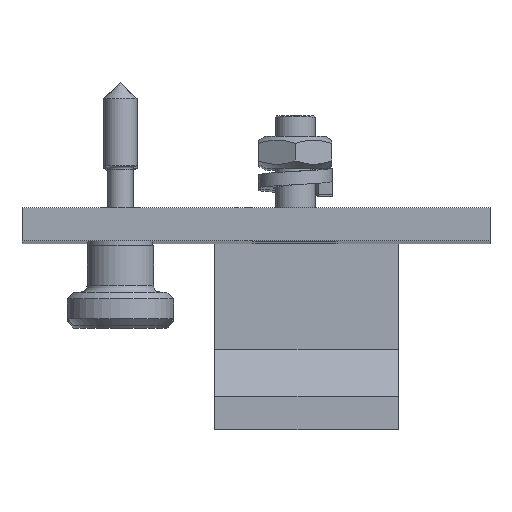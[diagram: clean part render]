
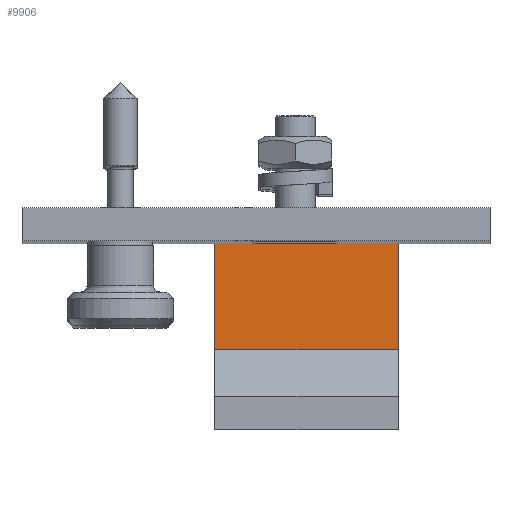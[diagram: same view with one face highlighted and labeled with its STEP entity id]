
A CAD part, top view. The second image highlights one B-rep face of the part: STEP entity #9906.
In plain terms, the highlighted face is planar.
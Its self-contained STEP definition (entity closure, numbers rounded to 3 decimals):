
#252 = PLANE('',#253);
#253 = AXIS2_PLACEMENT_3D('',#254,#255,#256);
#254 = CARTESIAN_POINT('',(-6.9,4.,-14.));
#255 = DIRECTION('',(0.,0.,1.));
#256 = DIRECTION('',(0.,-1.,0.));
#658 = PLANE('',#659);
#659 = AXIS2_PLACEMENT_3D('',#660,#661,#662);
#660 = CARTESIAN_POINT('',(6.9,6.723,-1.7));
#661 = DIRECTION('',(1.,0.,0.));
#662 = DIRECTION('',(0.,0.,-1.));
#717 = PLANE('',#718);
#718 = AXIS2_PLACEMENT_3D('',#719,#720,#721);
#719 = CARTESIAN_POINT('',(-6.9,6.723,-1.7));
#720 = DIRECTION('',(1.,0.,0.));
#721 = DIRECTION('',(0.,0.,-1.));
#9214 = VERTEX_POINT('',#9215);
#9215 = CARTESIAN_POINT('',(6.9,4.,-14.));
#9267 = VERTEX_POINT('',#9268);
#9268 = CARTESIAN_POINT('',(-6.9,4.,-14.));
#9289 = EDGE_CURVE('',#9267,#9214,#9290,.T.);
#9290 = SURFACE_CURVE('',#9291,(#9295,#9302),.PCURVE_S1.);
#9291 = LINE('',#9292,#9293);
#9292 = CARTESIAN_POINT('',(-6.9,4.,-14.));
#9293 = VECTOR('',#9294,1.);
#9294 = DIRECTION('',(1.,0.,0.));
#9295 = PCURVE('',#252,#9296);
#9296 = DEFINITIONAL_REPRESENTATION('',(#9297),#9301);
#9297 = LINE('',#9298,#9299);
#9298 = CARTESIAN_POINT('',(-0.,0.));
#9299 = VECTOR('',#9300,1.);
#9300 = DIRECTION('',(0.,1.));
#9301 = ( GEOMETRIC_REPRESENTATION_CONTEXT(2) 
PARAMETRIC_REPRESENTATION_CONTEXT() REPRESENTATION_CONTEXT('2D SPACE',''
  ) );
#9302 = PCURVE('',#9303,#9308);
#9303 = PLANE('',#9304);
#9304 = AXIS2_PLACEMENT_3D('',#9305,#9306,#9307);
#9305 = CARTESIAN_POINT('',(-6.9,4.,-6.));
#9306 = DIRECTION('',(0.,-1.,0.));
#9307 = DIRECTION('',(0.,0.,1.));
#9308 = DEFINITIONAL_REPRESENTATION('',(#9309),#9313);
#9309 = LINE('',#9310,#9311);
#9310 = CARTESIAN_POINT('',(-8.,0.));
#9311 = VECTOR('',#9312,1.);
#9312 = DIRECTION('',(0.,-1.));
#9313 = ( GEOMETRIC_REPRESENTATION_CONTEXT(2) 
PARAMETRIC_REPRESENTATION_CONTEXT() REPRESENTATION_CONTEXT('2D SPACE',''
  ) );
#9802 = PLANE('',#9803);
#9803 = AXIS2_PLACEMENT_3D('',#9804,#9805,#9806);
#9804 = CARTESIAN_POINT('',(-6.9,7.5,-2.5));
#9805 = DIRECTION('',(-0.,-0.707,0.707));
#9806 = DIRECTION('',(1.,0.,0.));
#9840 = VERTEX_POINT('',#9841);
#9841 = CARTESIAN_POINT('',(6.9,4.,-6.));
#9862 = EDGE_CURVE('',#9863,#9840,#9865,.T.);
#9863 = VERTEX_POINT('',#9864);
#9864 = CARTESIAN_POINT('',(-6.9,4.,-6.));
#9865 = SURFACE_CURVE('',#9866,(#9870,#9877),.PCURVE_S1.);
#9866 = LINE('',#9867,#9868);
#9867 = CARTESIAN_POINT('',(-6.9,4.,-6.));
#9868 = VECTOR('',#9869,1.);
#9869 = DIRECTION('',(1.,0.,0.));
#9870 = PCURVE('',#9802,#9871);
#9871 = DEFINITIONAL_REPRESENTATION('',(#9872),#9876);
#9872 = LINE('',#9873,#9874);
#9873 = CARTESIAN_POINT('',(0.,-4.95));
#9874 = VECTOR('',#9875,1.);
#9875 = DIRECTION('',(1.,0.));
#9876 = ( GEOMETRIC_REPRESENTATION_CONTEXT(2) 
PARAMETRIC_REPRESENTATION_CONTEXT() REPRESENTATION_CONTEXT('2D SPACE',''
  ) );
#9877 = PCURVE('',#9303,#9878);
#9878 = DEFINITIONAL_REPRESENTATION('',(#9879),#9883);
#9879 = LINE('',#9880,#9881);
#9880 = CARTESIAN_POINT('',(0.,0.));
#9881 = VECTOR('',#9882,1.);
#9882 = DIRECTION('',(0.,-1.));
#9883 = ( GEOMETRIC_REPRESENTATION_CONTEXT(2) 
PARAMETRIC_REPRESENTATION_CONTEXT() REPRESENTATION_CONTEXT('2D SPACE',''
  ) );
#9906 = ADVANCED_FACE('',(#9907),#9303,.F.);
#9907 = FACE_BOUND('',#9908,.T.);
#9908 = EDGE_LOOP('',(#9909,#9930,#9931,#9952));
#9909 = ORIENTED_EDGE('',*,*,#9910,.T.);
#9910 = EDGE_CURVE('',#9840,#9214,#9911,.T.);
#9911 = SURFACE_CURVE('',#9912,(#9916,#9923),.PCURVE_S1.);
#9912 = LINE('',#9913,#9914);
#9913 = CARTESIAN_POINT('',(6.9,4.,-6.));
#9914 = VECTOR('',#9915,1.);
#9915 = DIRECTION('',(0.,0.,-1.));
#9916 = PCURVE('',#9303,#9917);
#9917 = DEFINITIONAL_REPRESENTATION('',(#9918),#9922);
#9918 = LINE('',#9919,#9920);
#9919 = CARTESIAN_POINT('',(0.,-13.8));
#9920 = VECTOR('',#9921,1.);
#9921 = DIRECTION('',(-1.,0.));
#9922 = ( GEOMETRIC_REPRESENTATION_CONTEXT(2) 
PARAMETRIC_REPRESENTATION_CONTEXT() REPRESENTATION_CONTEXT('2D SPACE',''
  ) );
#9923 = PCURVE('',#658,#9924);
#9924 = DEFINITIONAL_REPRESENTATION('',(#9925),#9929);
#9925 = LINE('',#9926,#9927);
#9926 = CARTESIAN_POINT('',(4.3,-2.723));
#9927 = VECTOR('',#9928,1.);
#9928 = DIRECTION('',(1.,0.));
#9929 = ( GEOMETRIC_REPRESENTATION_CONTEXT(2) 
PARAMETRIC_REPRESENTATION_CONTEXT() REPRESENTATION_CONTEXT('2D SPACE',''
  ) );
#9930 = ORIENTED_EDGE('',*,*,#9289,.F.);
#9931 = ORIENTED_EDGE('',*,*,#9932,.F.);
#9932 = EDGE_CURVE('',#9863,#9267,#9933,.T.);
#9933 = SURFACE_CURVE('',#9934,(#9938,#9945),.PCURVE_S1.);
#9934 = LINE('',#9935,#9936);
#9935 = CARTESIAN_POINT('',(-6.9,4.,-6.));
#9936 = VECTOR('',#9937,1.);
#9937 = DIRECTION('',(0.,0.,-1.));
#9938 = PCURVE('',#9303,#9939);
#9939 = DEFINITIONAL_REPRESENTATION('',(#9940),#9944);
#9940 = LINE('',#9941,#9942);
#9941 = CARTESIAN_POINT('',(0.,0.));
#9942 = VECTOR('',#9943,1.);
#9943 = DIRECTION('',(-1.,0.));
#9944 = ( GEOMETRIC_REPRESENTATION_CONTEXT(2) 
PARAMETRIC_REPRESENTATION_CONTEXT() REPRESENTATION_CONTEXT('2D SPACE',''
  ) );
#9945 = PCURVE('',#717,#9946);
#9946 = DEFINITIONAL_REPRESENTATION('',(#9947),#9951);
#9947 = LINE('',#9948,#9949);
#9948 = CARTESIAN_POINT('',(4.3,-2.723));
#9949 = VECTOR('',#9950,1.);
#9950 = DIRECTION('',(1.,0.));
#9951 = ( GEOMETRIC_REPRESENTATION_CONTEXT(2) 
PARAMETRIC_REPRESENTATION_CONTEXT() REPRESENTATION_CONTEXT('2D SPACE',''
  ) );
#9952 = ORIENTED_EDGE('',*,*,#9862,.T.);
